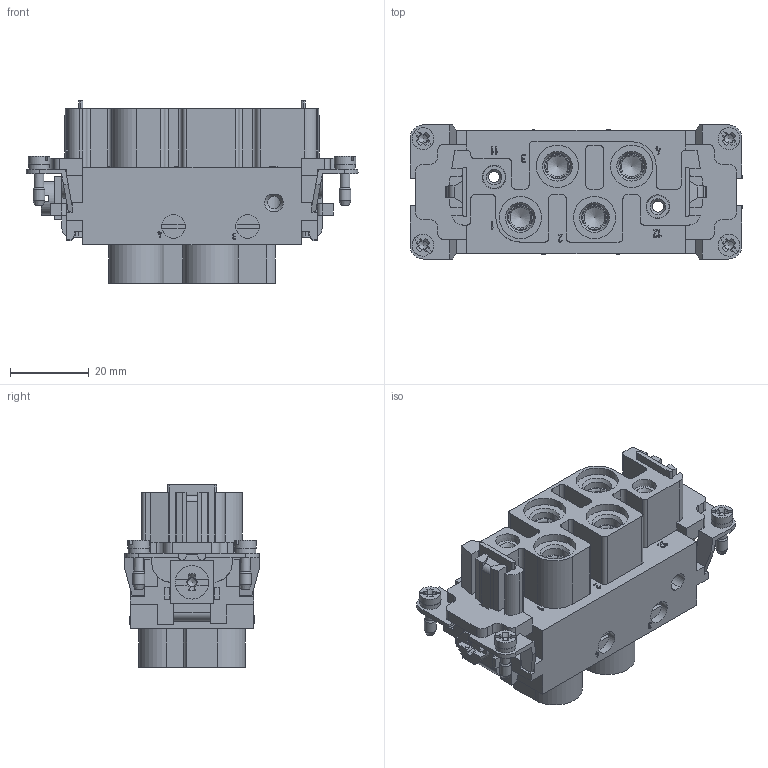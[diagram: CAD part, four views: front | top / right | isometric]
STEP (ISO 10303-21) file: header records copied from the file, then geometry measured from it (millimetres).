
FILE_DESCRIPTION(/* description */ (''),/* implementation_level */ '2;1');
FILE_NAME(/* name */ '100095057ugm000_e.stp',/* time_stamp */ '2019-04-02T09:11:12+02:00',/* author */ (''),/* organization */ (''),/* preprocessor_version */ 'ST-DEVELOPER v16.7',/* originating_system */ 'SIEMENS PLM Software NX 12.0',/* authorisation */ '');
FILE_SCHEMA (('AUTOMOTIVE_DESIGN { 1 0 10303 214 3 1 1 1 }'));
Length unit declared in the file: millimetre
Products named in the file (1): 100095057ugm000_e
Bounding box: 84.1 x 34 x 46.2 mm (x, y, z)
Volume: 51781.4 mm3; surface area: 22974.7 mm2
Topology: 1 solids, 3 shells, 954 faces, 2685 edges, 1869 vertices
Faces by surface type: plane 635, cylinder 186, cone 63, extrusion 38, torus 24, bspline 4, sphere 4
Full cylindrical faces by diameter (mm): 0.911 x1, 1.077 x1, 2.5 x4, 2.8 x2, 3 x4, 3.2 x2, 4.2 x1, 5 x6, 5.3 x4, 5.5 x4, 6 x4, 6.5 x4, 6.53 x4, 7.25 x4, 8.5 x1, 10.7 x4
Entity records: 38089 total; most frequent: CARTESIAN_POINT 7305, ORIENTED_EDGE 4894, DIRECTION 4749, EDGE_CURVE 2447, VECTOR 1669, VERTEX_POINT 1649, LINE 1631, AXIS2_PLACEMENT_3D 1540
